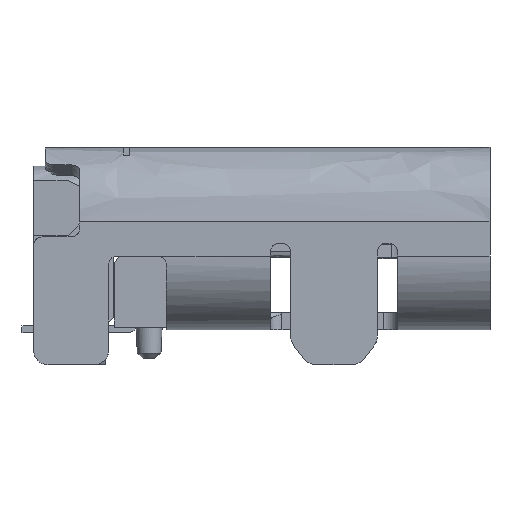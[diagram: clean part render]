
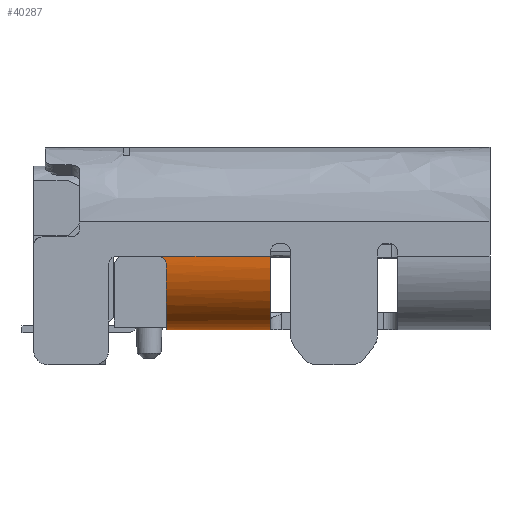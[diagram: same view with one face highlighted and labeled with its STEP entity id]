
A CAD part, left-side view. The second image highlights one B-rep face of the part: STEP entity #40287.
In plain terms, the highlighted free-form (B-spline) face has degree [1, 3] with [2, 4] control points.
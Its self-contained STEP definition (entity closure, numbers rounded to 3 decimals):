
#367 = CARTESIAN_POINT ( 'NONE',  ( 3.023, -0.914, 3.6 ) ) ;
#895 = CARTESIAN_POINT ( 'NONE',  ( 4.303, 0.366, 5.55 ) ) ;
#1180 = CARTESIAN_POINT ( 'NONE',  ( 4.292, 0.165, 3.6 ) ) ;
#1755 = CARTESIAN_POINT ( 'NONE',  ( 3.773, -0.914, 3.6 ) ) ;
#1944 = CARTESIAN_POINT ( 'NONE',  ( 3.377, -0.864, 5.4 ) ) ;
#1984 = B_SPLINE_CURVE_WITH_KNOTS ( 'NONE', 3,
 ( #36526, #42797, #1180, #25643, #43492, #40010, #22395, #15402, #25190, #43034, #3757, #18003, #39778, #11700, #39544, #25411, #35608, #33055 ),
 .UNSPECIFIED., .F., .F.,
 ( 4, 1, 1, 2, 2, 2, 1, 1, 2, 2, 4 ),
 ( 0., 0.125, 0.187, 0.219, 0.25, 0.5, 0.625, 0.687, 0.719, 0.75, 1. ),
 .UNSPECIFIED. ) ;
#2115 = VERTEX_POINT ( 'NONE', #17115 ) ;
#2601 = CARTESIAN_POINT ( 'NONE',  ( 3.978, -0.486, 5.4 ) ) ;
#3252 = B_SPLINE_CURVE_WITH_KNOTS ( 'NONE', 3,
 ( #18971, #15213, #7553, #43082, #28949, #4037 ),
 .UNSPECIFIED., .F., .F.,
 ( 4, 2, 4 ),
 ( -1., -0.5, 0. ),
 .UNSPECIFIED. ) ;
#3334 = VERTEX_POINT ( 'NONE', #10137 ) ;
#3757 = CARTESIAN_POINT ( 'NONE',  ( 3.764, -0.684, 3.6 ) ) ;
#4037 = CARTESIAN_POINT ( 'NONE',  ( 4.303, 0.366, 5.55 ) ) ;
#4294 = CARTESIAN_POINT ( 'NONE',  ( 3.023, -0.914, 5.4 ) ) ;
#4362 = CARTESIAN_POINT ( 'NONE',  ( 4.303, 0.366, 3.6 ) ) ;
#4492 = VERTEX_POINT ( 'NONE', #895 ) ;
#6073 = CARTESIAN_POINT ( 'NONE',  ( 4.303, 0.366, 5.55 ) ) ;
#7285 = VERTEX_POINT ( 'NONE', #43228 ) ;
#7553 = CARTESIAN_POINT ( 'NONE',  ( 4.299, 0.275, 5.406 ) ) ;
#7791 = CARTESIAN_POINT ( 'NONE',  ( 3.261, -0.897, 5.4 ) ) ;
#8510 = B_SPLINE_CURVE_WITH_KNOTS ( 'NONE', 1,
 ( #6073, #34433 ),
 .UNSPECIFIED., .F., .F.,
 ( 2, 2 ),
 ( 0., 1. ),
 .UNSPECIFIED. ) ;
#9196 = CARTESIAN_POINT ( 'NONE',  ( 3.377, -0.864, 5.4 ) ) ;
#9200 = CARTESIAN_POINT ( 'NONE',  ( 3.611, -0.797, 5.4 ) ) ;
#9621 = CARTESIAN_POINT ( 'NONE',  ( 4.279, 0.085, 5.4 ) ) ;
#10137 = CARTESIAN_POINT ( 'NONE',  ( 3.023, -0.914, 5.4 ) ) ;
#11112 = VERTEX_POINT ( 'NONE', #9196 ) ;
#11134 = CARTESIAN_POINT ( 'NONE',  ( 3.023, -0.914, 5.4 ) ) ;
#11700 = CARTESIAN_POINT ( 'NONE',  ( 3.535, -0.807, 3.6 ) ) ;
#11823 = CARTESIAN_POINT ( 'NONE',  ( 3.773, -0.914, 5.562 ) ) ;
#12052 = CARTESIAN_POINT ( 'NONE',  ( 3.023, -0.914, 5.562 ) ) ;
#13330 = CARTESIAN_POINT ( 'NONE',  ( 3.978, -0.486, 5.4 ) ) ;
#14692 = B_SPLINE_CURVE_WITH_KNOTS ( 'NONE', 1,
 ( #11134, #44452 ),
 .UNSPECIFIED., .F., .F.,
 ( 2, 2 ),
 ( -1., 0. ),
 .UNSPECIFIED. ) ;
#14721 = EDGE_CURVE ( 'NONE', #2115, #4492, #3252, .T. ) ;
#15213 = CARTESIAN_POINT ( 'NONE',  ( 4.297, 0.241, 5.4 ) ) ;
#15402 = CARTESIAN_POINT ( 'NONE',  ( 4.148, -0.27, 3.6 ) ) ;
#15754 = CARTESIAN_POINT ( 'NONE',  ( 3.023, -0.914, 3.6 ) ) ;
#16048 = EDGE_CURVE ( 'NONE', #3334, #11112, #29620, .T. ) ;
#16168 = VERTEX_POINT ( 'NONE', #13330 ) ;
#16840 = CARTESIAN_POINT ( 'NONE',  ( 4.294, 0.216, 5.4 ) ) ;
#17115 = CARTESIAN_POINT ( 'NONE',  ( 4.294, 0.216, 5.4 ) ) ;
#18003 = CARTESIAN_POINT ( 'NONE',  ( 3.633, -0.761, 3.6 ) ) ;
#18828 = CARTESIAN_POINT ( 'NONE',  ( 4.303, -0.384, 5.562 ) ) ;
#18852 = EDGE_CURVE ( 'NONE', #3334, #28647, #14692, .T. ) ;
#18971 = CARTESIAN_POINT ( 'NONE',  ( 4.294, 0.216, 5.4 ) ) ;
#20741 = B_SPLINE_CURVE_WITH_KNOTS ( 'NONE', 3,
 ( #2601, #27075, #44894, #41429, #9621, #16840 ),
 .UNSPECIFIED., .F., .F.,
 ( 4, 2, 4 ),
 ( 0., 0.5, 1. ),
 .UNSPECIFIED. ) ;
#22222 = CARTESIAN_POINT ( 'NONE',  ( 3.377, -0.864, 5.4 ) ) ;
#22395 = CARTESIAN_POINT ( 'NONE',  ( 4.221, -0.084, 3.6 ) ) ;
#23082 = EDGE_CURVE ( 'NONE', #16168, #11112, #28013, .T. ) ;
#25190 = CARTESIAN_POINT ( 'NONE',  ( 4.053, -0.414, 3.6 ) ) ;
#25411 = CARTESIAN_POINT ( 'NONE',  ( 3.343, -0.884, 3.6 ) ) ;
#25643 = CARTESIAN_POINT ( 'NONE',  ( 4.259, 0.029, 3.6 ) ) ;
#27075 = CARTESIAN_POINT ( 'NONE',  ( 4.065, -0.389, 5.4 ) ) ;
#27562 = CARTESIAN_POINT ( 'NONE',  ( 3.816, -0.667, 5.4 ) ) ;
#28013 =( BOUNDED_CURVE ( )  B_SPLINE_CURVE ( 3, ( #33597, #27562, #9200, #1944 ),
 .UNSPECIFIED., .F., .F. ) 
 B_SPLINE_CURVE_WITH_KNOTS ( ( 4, 4 ),
 ( -1., 0. ),
 .UNSPECIFIED. ) 
 CURVE ( )  GEOMETRIC_REPRESENTATION_ITEM ( )  RATIONAL_B_SPLINE_CURVE ( ( 1., 0.974, 0.974, 1. ) ) 
 REPRESENTATION_ITEM ( '' )  );
#28212 = ORIENTED_EDGE ( 'NONE', *, *, #18852, .T. ) ;
#28647 = VERTEX_POINT ( 'NONE', #367 ) ;
#28949 = CARTESIAN_POINT ( 'NONE',  ( 4.303, 0.366, 5.496 ) ) ;
#29620 = B_SPLINE_CURVE_WITH_KNOTS ( 'NONE', 3,
 ( #4294, #43314, #7791, #22222 ),
 .UNSPECIFIED., .F., .F.,
 ( 4, 4 ),
 ( 0., 1. ),
 .UNSPECIFIED. ) ;
#29861 = EDGE_CURVE ( 'NONE', #4492, #7285, #8510, .T. ) ;
#30167 = CARTESIAN_POINT ( 'NONE',  ( 4.303, 0.366, 5.562 ) ) ;
#30796 = ORIENTED_EDGE ( 'NONE', *, *, #23082, .T. ) ;
#30989 = ORIENTED_EDGE ( 'NONE', *, *, #29861, .F. ) ;
#31062 = ORIENTED_EDGE ( 'NONE', *, *, #34894, .F. ) ;
#32348 = ORIENTED_EDGE ( 'NONE', *, *, #35745, .F. ) ;
#33055 = CARTESIAN_POINT ( 'NONE',  ( 3.023, -0.914, 3.6 ) ) ;
#33174 = CARTESIAN_POINT ( 'NONE',  ( 4.303, -0.384, 3.6 ) ) ;
#33597 = CARTESIAN_POINT ( 'NONE',  ( 3.978, -0.486, 5.4 ) ) ;
#34433 = CARTESIAN_POINT ( 'NONE',  ( 4.303, 0.366, 3.6 ) ) ;
#34894 = EDGE_CURVE ( 'NONE', #7285, #28647, #1984, .T. ) ;
#35608 = CARTESIAN_POINT ( 'NONE',  ( 3.186, -0.914, 3.6 ) ) ;
#35745 = EDGE_CURVE ( 'NONE', #16168, #2115, #20741, .T. ) ;
#36526 = CARTESIAN_POINT ( 'NONE',  ( 4.303, 0.366, 3.6 ) ) ;
#39544 = CARTESIAN_POINT ( 'NONE',  ( 3.513, -0.816, 3.6 ) ) ;
#39778 = CARTESIAN_POINT ( 'NONE',  ( 3.575, -0.789, 3.6 ) ) ;
#40010 = CARTESIAN_POINT ( 'NONE',  ( 4.228, -0.067, 3.6 ) ) ;
#40287 = ADVANCED_FACE ( 'NONE', ( #44290 ), #44239, .F. ) ;
#40407 = EDGE_LOOP ( 'NONE', ( #28212, #31062, #30989, #45891, #32348, #30796, #45129 ) ) ;
#41429 = CARTESIAN_POINT ( 'NONE',  ( 4.244, -0.04, 5.4 ) ) ;
#42797 = CARTESIAN_POINT ( 'NONE',  ( 4.303, 0.285, 3.6 ) ) ;
#43034 = CARTESIAN_POINT ( 'NONE',  ( 3.865, -0.601, 3.6 ) ) ;
#43082 = CARTESIAN_POINT ( 'NONE',  ( 4.302, 0.337, 5.453 ) ) ;
#43228 = CARTESIAN_POINT ( 'NONE',  ( 4.303, 0.366, 3.6 ) ) ;
#43314 = CARTESIAN_POINT ( 'NONE',  ( 3.143, -0.914, 5.4 ) ) ;
#43492 = CARTESIAN_POINT ( 'NONE',  ( 4.241, -0.029, 3.6 ) ) ;
#44239 =( BOUNDED_SURFACE ( )  B_SPLINE_SURFACE ( 1, 3, ( 
 ( #15754, #1755, #33174, #4362 ),
 ( #12052, #11823, #18828, #30167 ) ),
 .UNSPECIFIED., .F., .F., .F. ) 
 B_SPLINE_SURFACE_WITH_KNOTS ( ( 2, 2 ),
 ( 4, 4 ),
 ( 0., 1. ),
 ( 0., 1. ),
 .UNSPECIFIED. ) 
 GEOMETRIC_REPRESENTATION_ITEM ( )  RATIONAL_B_SPLINE_SURFACE ( (
 ( 1., 0.805, 0.805, 1.),
 ( 1., 0.805, 0.805, 1.) ) ) 
 REPRESENTATION_ITEM ( '' )  SURFACE ( )  );
#44290 = FACE_OUTER_BOUND ( 'NONE', #40407, .T. ) ;
#44452 = CARTESIAN_POINT ( 'NONE',  ( 3.023, -0.914, 3.6 ) ) ;
#44894 = CARTESIAN_POINT ( 'NONE',  ( 4.136, -0.278, 5.4 ) ) ;
#45129 = ORIENTED_EDGE ( 'NONE', *, *, #16048, .F. ) ;
#45891 = ORIENTED_EDGE ( 'NONE', *, *, #14721, .F. ) ;
